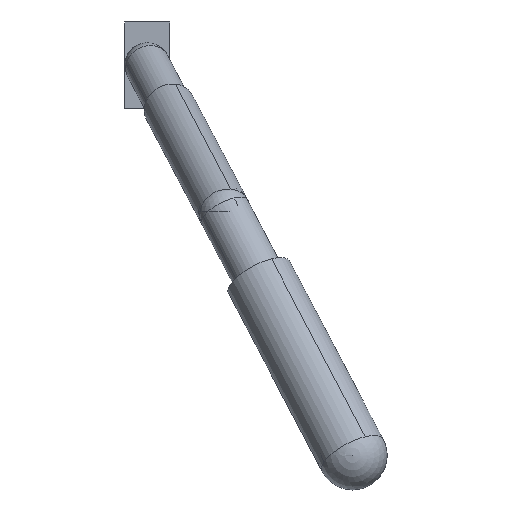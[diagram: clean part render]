
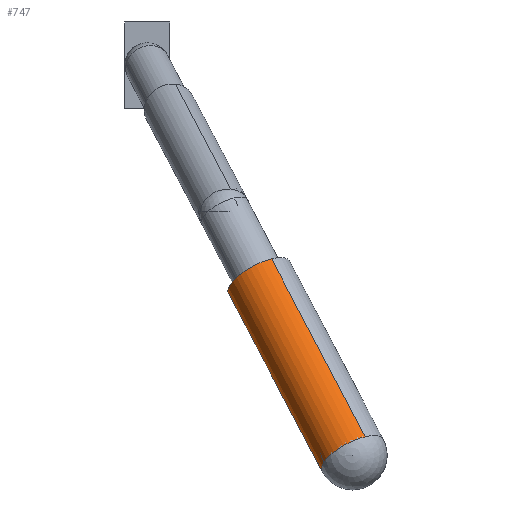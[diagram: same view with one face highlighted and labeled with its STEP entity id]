
A CAD part, left-side view. The second image highlights one B-rep face of the part: STEP entity #747.
In plain terms, the highlighted cylindrical face has radius 40 mm (diameter 80 mm), a partial arc.
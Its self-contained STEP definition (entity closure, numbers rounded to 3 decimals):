
#14 = CIRCLE ( 'NONE', #1034, 40. ) ;
#32 = ORIENTED_EDGE ( 'NONE', *, *, #77, .F. ) ;
#40 = DIRECTION ( 'NONE',  ( 0., 0., 1. ) ) ;
#43 = DIRECTION ( 'NONE',  ( -1., 0., 0. ) ) ;
#77 = EDGE_CURVE ( 'NONE', #2114, #1243, #14, .T. ) ;
#141 = DIRECTION ( 'NONE',  ( -1., 0., 0. ) ) ;
#175 = CARTESIAN_POINT ( 'NONE',  ( -46.724, 0., 40. ) ) ;
#186 = VECTOR ( 'NONE', #43, 1000. ) ;
#241 = CARTESIAN_POINT ( 'NONE',  ( -46.724, 0., -40. ) ) ;
#312 = EDGE_CURVE ( 'NONE', #1243, #369, #738, .T. ) ;
#331 = CARTESIAN_POINT ( 'NONE',  ( 250., 0., 40. ) ) ;
#346 = DIRECTION ( 'NONE',  ( -1., 0., 0. ) ) ;
#369 = VERTEX_POINT ( 'NONE', #570 ) ;
#493 = DIRECTION ( 'NONE',  ( 0., 0., 1. ) ) ;
#570 = CARTESIAN_POINT ( 'NONE',  ( 0., 0., -40. ) ) ;
#572 = AXIS2_PLACEMENT_3D ( 'NONE', #1561, #141, #493 ) ;
#601 = CYLINDRICAL_SURFACE ( 'NONE', #2228, 40. ) ;
#643 = CARTESIAN_POINT ( 'NONE',  ( -46.724, 0., 0. ) ) ;
#703 = VECTOR ( 'NONE', #1236, 1000. ) ;
#738 = CIRCLE ( 'NONE', #1426, 40. ) ;
#747 = ADVANCED_FACE ( 'NONE', ( #1447 ), #601, .T. ) ;
#841 = EDGE_CURVE ( 'NONE', #1934, #2132, #1283, .T. ) ;
#990 = LINE ( 'NONE', #241, #186 ) ;
#1034 = AXIS2_PLACEMENT_3D ( 'NONE', #1416, #346, #1980 ) ;
#1048 = EDGE_LOOP ( 'NONE', ( #1420, #2129, #2245, #32, #1494 ) ) ;
#1232 = CARTESIAN_POINT ( 'NONE',  ( 0., 0., 40. ) ) ;
#1236 = DIRECTION ( 'NONE',  ( -1., 0., 0. ) ) ;
#1243 = VERTEX_POINT ( 'NONE', #2284 ) ;
#1263 = CARTESIAN_POINT ( 'NONE',  ( 250., 0., -40. ) ) ;
#1283 = CIRCLE ( 'NONE', #572, 40. ) ;
#1285 = EDGE_CURVE ( 'NONE', #1934, #2114, #1661, .T. ) ;
#1289 = DIRECTION ( 'NONE',  ( -1., 0., 0. ) ) ;
#1416 = CARTESIAN_POINT ( 'NONE',  ( 0., 0., 0. ) ) ;
#1420 = ORIENTED_EDGE ( 'NONE', *, *, #841, .T. ) ;
#1426 = AXIS2_PLACEMENT_3D ( 'NONE', #1976, #1289, #40 ) ;
#1447 = FACE_OUTER_BOUND ( 'NONE', #1048, .T. ) ;
#1494 = ORIENTED_EDGE ( 'NONE', *, *, #1285, .F. ) ;
#1561 = CARTESIAN_POINT ( 'NONE',  ( 250., 0., 0. ) ) ;
#1594 = EDGE_CURVE ( 'NONE', #2132, #369, #990, .T. ) ;
#1661 = LINE ( 'NONE', #175, #703 ) ;
#1686 = DIRECTION ( 'NONE',  ( 0., 0., 1. ) ) ;
#1934 = VERTEX_POINT ( 'NONE', #331 ) ;
#1976 = CARTESIAN_POINT ( 'NONE',  ( 0., 0., 0. ) ) ;
#1980 = DIRECTION ( 'NONE',  ( 0., 0., 1. ) ) ;
#2034 = DIRECTION ( 'NONE',  ( -1., 0., 0. ) ) ;
#2114 = VERTEX_POINT ( 'NONE', #1232 ) ;
#2129 = ORIENTED_EDGE ( 'NONE', *, *, #1594, .T. ) ;
#2132 = VERTEX_POINT ( 'NONE', #1263 ) ;
#2228 = AXIS2_PLACEMENT_3D ( 'NONE', #643, #2034, #1686 ) ;
#2245 = ORIENTED_EDGE ( 'NONE', *, *, #312, .F. ) ;
#2284 = CARTESIAN_POINT ( 'NONE',  ( 0., 40., 0. ) ) ;
